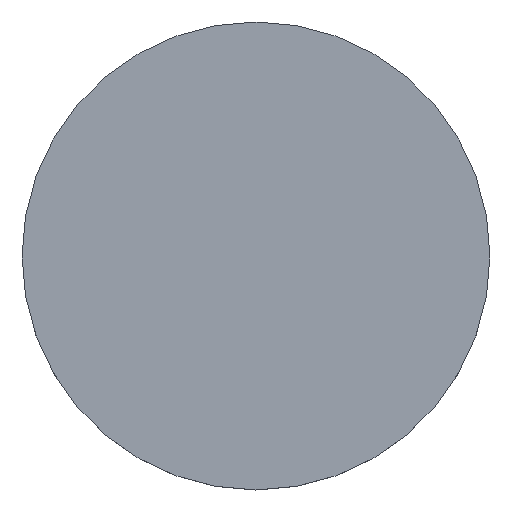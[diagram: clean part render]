
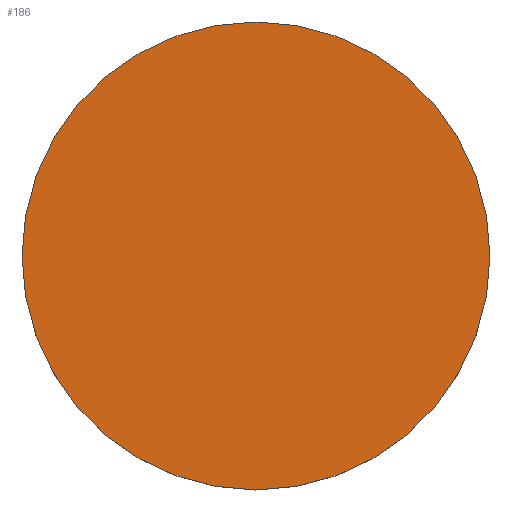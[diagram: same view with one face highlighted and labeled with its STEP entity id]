
A CAD part, top view. The second image highlights one B-rep face of the part: STEP entity #186.
In plain terms, the highlighted planar face has unit normal (0, 0, 1).
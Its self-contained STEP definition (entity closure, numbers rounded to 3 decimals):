
#11 = EDGE_CURVE ( 'NONE', #98, #108, #110, .T. ) ;
#19 = CARTESIAN_POINT ( 'NONE',  ( 38.1, 0., 8.9 ) ) ;
#33 = DIRECTION ( 'NONE',  ( 1., 0., 0. ) ) ;
#36 = PLANE ( 'NONE',  #135 ) ;
#49 = CARTESIAN_POINT ( 'NONE',  ( -38.1, 0., 8.9 ) ) ;
#81 = EDGE_CURVE ( 'NONE', #108, #98, #105, .T. ) ;
#82 = FACE_OUTER_BOUND ( 'NONE', #203, .T. ) ;
#98 = VERTEX_POINT ( 'NONE', #19 ) ;
#105 = CIRCLE ( 'NONE', #179, 38.1 ) ;
#108 = VERTEX_POINT ( 'NONE', #49 ) ;
#110 = CIRCLE ( 'NONE', #158, 38.1 ) ;
#123 = CARTESIAN_POINT ( 'NONE',  ( 0., 0., 8.9 ) ) ;
#135 = AXIS2_PLACEMENT_3D ( 'NONE', #150, #152, #166 ) ;
#150 = CARTESIAN_POINT ( 'NONE',  ( 0., 77.928, 8.9 ) ) ;
#152 = DIRECTION ( 'NONE',  ( 0., 0., 1. ) ) ;
#157 = ORIENTED_EDGE ( 'NONE', *, *, #11, .F. ) ;
#158 = AXIS2_PLACEMENT_3D ( 'NONE', #123, #199, #219 ) ;
#166 = DIRECTION ( 'NONE',  ( 1., 0., 0. ) ) ;
#179 = AXIS2_PLACEMENT_3D ( 'NONE', #181, #218, #33 ) ;
#181 = CARTESIAN_POINT ( 'NONE',  ( 0., 0., 8.9 ) ) ;
#186 = ADVANCED_FACE ( 'NONE', ( #82 ), #36, .T. ) ;
#199 = DIRECTION ( 'NONE',  ( 0., 0., -1. ) ) ;
#203 = EDGE_LOOP ( 'NONE', ( #157, #211 ) ) ;
#211 = ORIENTED_EDGE ( 'NONE', *, *, #81, .F. ) ;
#218 = DIRECTION ( 'NONE',  ( 0., 0., -1. ) ) ;
#219 = DIRECTION ( 'NONE',  ( 1., 0., 0. ) ) ;
